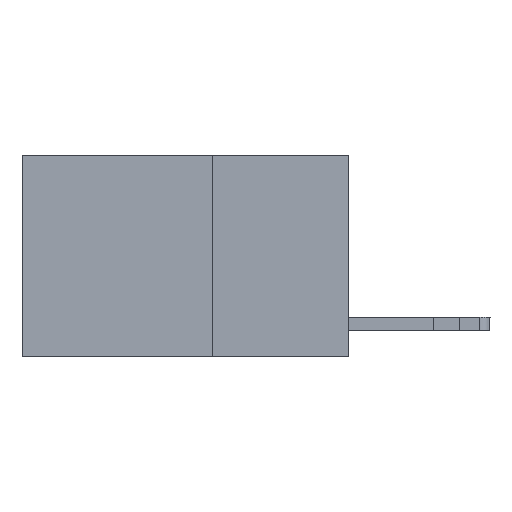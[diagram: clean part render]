
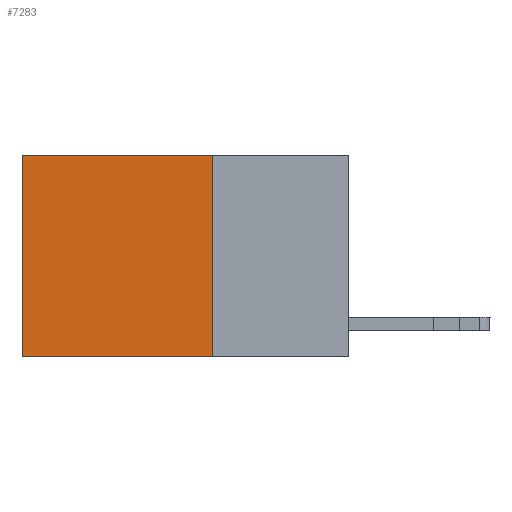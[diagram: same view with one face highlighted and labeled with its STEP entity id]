
A CAD part, left-side view. The second image highlights one B-rep face of the part: STEP entity #7283.
In plain terms, the highlighted planar face has unit normal (-1, 0, 0).
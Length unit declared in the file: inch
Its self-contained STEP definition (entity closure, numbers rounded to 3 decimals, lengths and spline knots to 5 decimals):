
#541 = EDGE_LOOP ( 'NONE', ( #16231, #11641, #2198, #1953 ) ) ;
#639 = VECTOR ( 'NONE', #1160, 39.37008 ) ;
#915 = CARTESIAN_POINT ( 'NONE',  ( 0.2625, 0.25, -0.37 ) ) ;
#1160 = DIRECTION ( 'NONE',  ( 0., 0., -1. ) ) ;
#1450 = DIRECTION ( 'NONE',  ( 1., 0., 0. ) ) ;
#1953 = ORIENTED_EDGE ( 'NONE', *, *, #15740, .T. ) ;
#2198 = ORIENTED_EDGE ( 'NONE', *, *, #10869, .F. ) ;
#3040 = LINE ( 'NONE', #18033, #639 ) ;
#3311 = LINE ( 'NONE', #915, #3764 ) ;
#3764 = VECTOR ( 'NONE', #10831, 39.37008 ) ;
#4245 = PLANE ( 'NONE',  #11249 ) ;
#4584 = VECTOR ( 'NONE', #12656, 39.37008 ) ;
#4889 = CARTESIAN_POINT ( 'NONE',  ( 0.2625, 0.25, 0. ) ) ;
#5442 = VERTEX_POINT ( 'NONE', #11102 ) ;
#7283 = ADVANCED_FACE ( 'NONE', ( #16969 ), #4245, .F. ) ;
#8311 = EDGE_CURVE ( 'NONE', #17473, #5442, #3311, .T. ) ;
#9927 = CARTESIAN_POINT ( 'NONE',  ( 0.2625, 0.25, 0. ) ) ;
#10676 = VERTEX_POINT ( 'NONE', #10783 ) ;
#10783 = CARTESIAN_POINT ( 'NONE',  ( 0.2625, 0.6, 0. ) ) ;
#10831 = DIRECTION ( 'NONE',  ( 0., 1., 0. ) ) ;
#10869 = EDGE_CURVE ( 'NONE', #13088, #17473, #12133, .T. ) ;
#11102 = CARTESIAN_POINT ( 'NONE',  ( 0.2625, 0.6, -0.37 ) ) ;
#11192 = CARTESIAN_POINT ( 'NONE',  ( 0.2625, 0.25, 0. ) ) ;
#11249 = AXIS2_PLACEMENT_3D ( 'NONE', #9927, #1450, #11359 ) ;
#11359 = DIRECTION ( 'NONE',  ( 0., 0., -1. ) ) ;
#11641 = ORIENTED_EDGE ( 'NONE', *, *, #8311, .F. ) ;
#12133 = LINE ( 'NONE', #11192, #4584 ) ;
#12392 = VECTOR ( 'NONE', #16127, 39.37008 ) ;
#12656 = DIRECTION ( 'NONE',  ( 0., 0., -1. ) ) ;
#13088 = VERTEX_POINT ( 'NONE', #15635 ) ;
#13636 = CARTESIAN_POINT ( 'NONE',  ( 0.2625, 0.25, -0.37 ) ) ;
#15487 = EDGE_CURVE ( 'NONE', #10676, #5442, #3040, .T. ) ;
#15635 = CARTESIAN_POINT ( 'NONE',  ( 0.2625, 0.25, 0. ) ) ;
#15740 = EDGE_CURVE ( 'NONE', #13088, #10676, #16051, .T. ) ;
#16051 = LINE ( 'NONE', #4889, #12392 ) ;
#16127 = DIRECTION ( 'NONE',  ( 0., 1., 0. ) ) ;
#16231 = ORIENTED_EDGE ( 'NONE', *, *, #15487, .T. ) ;
#16969 = FACE_OUTER_BOUND ( 'NONE', #541, .T. ) ;
#17473 = VERTEX_POINT ( 'NONE', #13636 ) ;
#18033 = CARTESIAN_POINT ( 'NONE',  ( 0.2625, 0.6, 0. ) ) ;
